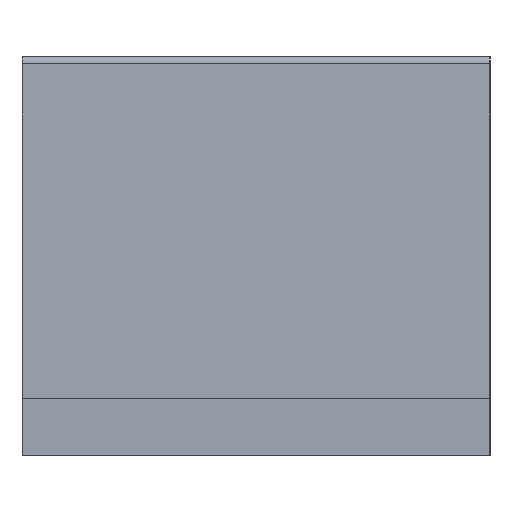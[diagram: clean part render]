
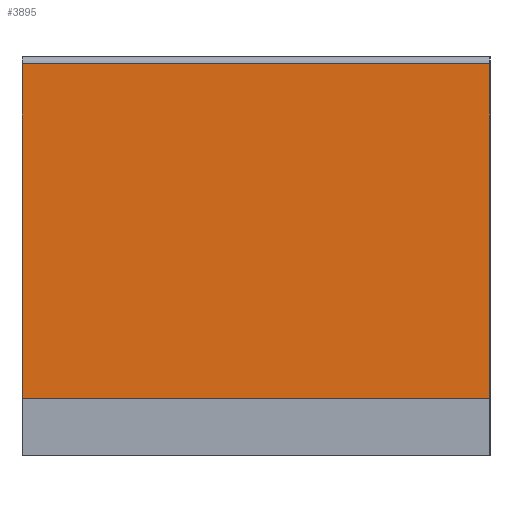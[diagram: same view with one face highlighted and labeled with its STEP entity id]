
A CAD part, left-side view. The second image highlights one B-rep face of the part: STEP entity #3895.
In plain terms, the highlighted planar face has unit normal (-1, 0, 0.017).
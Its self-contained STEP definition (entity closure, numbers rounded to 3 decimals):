
#677 = VERTEX_POINT('',#678);
#678 = CARTESIAN_POINT('',(-62.,20.5,5.));
#894 = VERTEX_POINT('',#895);
#895 = CARTESIAN_POINT('',(-62.,-20.5,5.));
#2121 = EDGE_CURVE('',#894,#677,#2122,.T.);
#2122 = LINE('',#2123,#2124);
#2123 = CARTESIAN_POINT('',(-62.,-20.5,5.));
#2124 = VECTOR('',#2125,1.);
#2125 = DIRECTION('',(0.,1.,0.));
#2163 = VERTEX_POINT('',#2164);
#2164 = CARTESIAN_POINT('',(-61.515,20.5,34.331));
#2171 = EDGE_CURVE('',#2163,#677,#2172,.T.);
#2172 = LINE('',#2173,#2174);
#2173 = CARTESIAN_POINT('',(-61.515,20.5,34.331));
#2174 = VECTOR('',#2175,1.);
#2175 = DIRECTION('',(-0.017,0.,
    -1.));
#2507 = VERTEX_POINT('',#2508);
#2508 = CARTESIAN_POINT('',(-61.515,-20.5,34.331));
#2515 = EDGE_CURVE('',#2507,#894,#2516,.T.);
#2516 = LINE('',#2517,#2518);
#2517 = CARTESIAN_POINT('',(-61.515,-20.5,34.331));
#2518 = VECTOR('',#2519,1.);
#2519 = DIRECTION('',(-0.017,0.,
    -1.));
#3895 = ADVANCED_FACE('',(#3896),#3907,.T.);
#3896 = FACE_BOUND('',#3897,.F.);
#3897 = EDGE_LOOP('',(#3898,#3904,#3905,#3906));
#3898 = ORIENTED_EDGE('',*,*,#3899,.T.);
#3899 = EDGE_CURVE('',#2163,#2507,#3900,.T.);
#3900 = LINE('',#3901,#3902);
#3901 = CARTESIAN_POINT('',(-61.515,20.5,34.331));
#3902 = VECTOR('',#3903,1.);
#3903 = DIRECTION('',(0.,-1.,0.));
#3904 = ORIENTED_EDGE('',*,*,#2515,.T.);
#3905 = ORIENTED_EDGE('',*,*,#2121,.T.);
#3906 = ORIENTED_EDGE('',*,*,#2171,.F.);
#3907 = PLANE('',#3908);
#3908 = AXIS2_PLACEMENT_3D('',#3909,#3910,#3911);
#3909 = CARTESIAN_POINT('',(-61.515,20.5,34.331));
#3910 = DIRECTION('',(-1.,0.,
    0.017));
#3911 = DIRECTION('',(0.017,0.,1.)
  );
